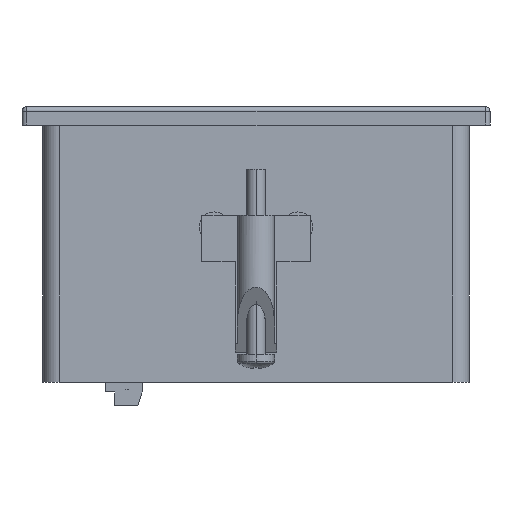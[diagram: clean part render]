
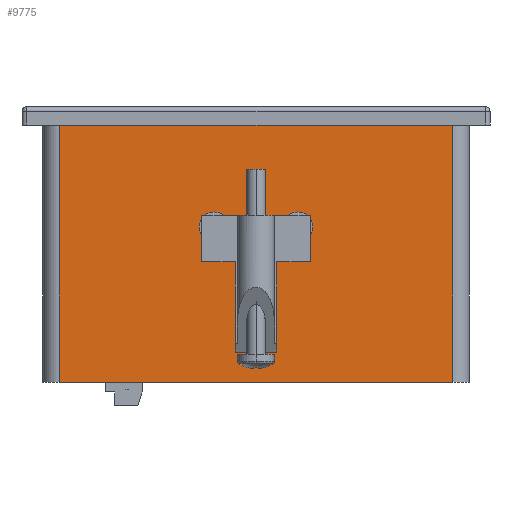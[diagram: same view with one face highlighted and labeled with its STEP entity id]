
A CAD part, left-side view. The second image highlights one B-rep face of the part: STEP entity #9775.
In plain terms, the highlighted planar face has unit normal (-1, 0, 0).
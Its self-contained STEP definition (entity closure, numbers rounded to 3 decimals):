
#1551 = CARTESIAN_POINT ( 'NONE',  ( -46., 9., -23. ) ) ;
#2501 = EDGE_CURVE ( 'NONE', #5386, #50277, #3247, .T. ) ;
#2691 = CARTESIAN_POINT ( 'NONE',  ( -46., -12.25, -23. ) ) ;
#2729 = CARTESIAN_POINT ( 'NONE',  ( -46., 42.5, 0. ) ) ;
#3247 = LINE ( 'NONE', #45596, #28222 ) ;
#3315 = EDGE_LOOP ( 'NONE', ( #43623, #62050 ) ) ;
#4191 = ORIENTED_EDGE ( 'NONE', *, *, #54972, .T. ) ;
#5386 = VERTEX_POINT ( 'NONE', #47908 ) ;
#5637 = CARTESIAN_POINT ( 'NONE',  ( -46., 42.5, -56.5 ) ) ;
#5728 = ORIENTED_EDGE ( 'NONE', *, *, #2501, .T. ) ;
#5906 = DIRECTION ( 'NONE',  ( -1., 0., 0. ) ) ;
#6545 = DIRECTION ( 'NONE',  ( 0., -1., 0. ) ) ;
#6803 = FACE_BOUND ( 'NONE', #3315, .T. ) ;
#7833 = AXIS2_PLACEMENT_3D ( 'NONE', #35802, #5906, #40823 ) ;
#9752 = EDGE_CURVE ( 'NONE', #19247, #25207, #46644, .T. ) ;
#9756 = CARTESIAN_POINT ( 'NONE',  ( -46., 12.25, -23. ) ) ;
#9775 = ADVANCED_FACE ( 'NONE', ( #18532, #6803, #56846 ), #16596, .F. ) ;
#11296 = LINE ( 'NONE', #17714, #37843 ) ;
#12589 = CARTESIAN_POINT ( 'NONE',  ( -46., -9., -23. ) ) ;
#14098 = VERTEX_POINT ( 'NONE', #2729 ) ;
#14954 = EDGE_CURVE ( 'NONE', #5386, #47102, #25802, .T. ) ;
#15256 = AXIS2_PLACEMENT_3D ( 'NONE', #57345, #27380, #62345 ) ;
#16596 = PLANE ( 'NONE',  #35858 ) ;
#17605 = DIRECTION ( 'NONE',  ( 0., -1., 0. ) ) ;
#17714 = CARTESIAN_POINT ( 'NONE',  ( -46., 46., 0. ) ) ;
#18532 = FACE_BOUND ( 'NONE', #53740, .T. ) ;
#19247 = VERTEX_POINT ( 'NONE', #9756 ) ;
#19630 = DIRECTION ( 'NONE',  ( 0., 0., -1. ) ) ;
#22478 = AXIS2_PLACEMENT_3D ( 'NONE', #1551, #36435, #6545 ) ;
#24032 = ORIENTED_EDGE ( 'NONE', *, *, #45639, .T. ) ;
#25207 = VERTEX_POINT ( 'NONE', #46446 ) ;
#25217 = CIRCLE ( 'NONE', #35042, 3.25 ) ;
#25802 = LINE ( 'NONE', #64707, #64122 ) ;
#27356 = EDGE_CURVE ( 'NONE', #53275, #45201, #29584, .T. ) ;
#27380 = DIRECTION ( 'NONE',  ( -1., 0., 0. ) ) ;
#27672 = ORIENTED_EDGE ( 'NONE', *, *, #9752, .F. ) ;
#28222 = VECTOR ( 'NONE', #45800, 1000. ) ;
#29112 = CARTESIAN_POINT ( 'NONE',  ( -46., -42.5, 0. ) ) ;
#29584 = CIRCLE ( 'NONE', #7833, 3.25 ) ;
#31262 = DIRECTION ( 'NONE',  ( 0., 1., 0. ) ) ;
#32745 = EDGE_CURVE ( 'NONE', #45201, #53275, #25217, .T. ) ;
#34485 = CIRCLE ( 'NONE', #15256, 3.25 ) ;
#35042 = AXIS2_PLACEMENT_3D ( 'NONE', #12589, #47539, #17605 ) ;
#35802 = CARTESIAN_POINT ( 'NONE',  ( -46., -9., -23. ) ) ;
#35858 = AXIS2_PLACEMENT_3D ( 'NONE', #61362, #61205, #31262 ) ;
#36245 = LINE ( 'NONE', #39472, #61280 ) ;
#36421 = EDGE_CURVE ( 'NONE', #25207, #19247, #34485, .T. ) ;
#36435 = DIRECTION ( 'NONE',  ( -1., 0., 0. ) ) ;
#37808 = CARTESIAN_POINT ( 'NONE',  ( -46., -5.75, -23. ) ) ;
#37843 = VECTOR ( 'NONE', #42610, 1000. ) ;
#39472 = CARTESIAN_POINT ( 'NONE',  ( -46., 42.5, -56.5 ) ) ;
#40823 = DIRECTION ( 'NONE',  ( 0., -1., 0. ) ) ;
#42610 = DIRECTION ( 'NONE',  ( 0., 1., 0. ) ) ;
#43623 = ORIENTED_EDGE ( 'NONE', *, *, #27356, .F. ) ;
#44752 = ORIENTED_EDGE ( 'NONE', *, *, #36421, .F. ) ;
#45201 = VERTEX_POINT ( 'NONE', #37808 ) ;
#45596 = CARTESIAN_POINT ( 'NONE',  ( -46., -42.5, -56.5 ) ) ;
#45639 = EDGE_CURVE ( 'NONE', #50277, #14098, #11296, .T. ) ;
#45800 = DIRECTION ( 'NONE',  ( 0., 0., 1. ) ) ;
#46446 = CARTESIAN_POINT ( 'NONE',  ( -46., 5.75, -23. ) ) ;
#46644 = CIRCLE ( 'NONE', #22478, 3.25 ) ;
#47102 = VERTEX_POINT ( 'NONE', #5637 ) ;
#47539 = DIRECTION ( 'NONE',  ( -1., 0., 0. ) ) ;
#47908 = CARTESIAN_POINT ( 'NONE',  ( -46., -42.5, -56.5 ) ) ;
#49869 = DIRECTION ( 'NONE',  ( 0., 1., 0. ) ) ;
#50237 = EDGE_LOOP ( 'NONE', ( #63263, #5728, #24032, #4191 ) ) ;
#50277 = VERTEX_POINT ( 'NONE', #29112 ) ;
#53275 = VERTEX_POINT ( 'NONE', #2691 ) ;
#53740 = EDGE_LOOP ( 'NONE', ( #44752, #27672 ) ) ;
#54972 = EDGE_CURVE ( 'NONE', #14098, #47102, #36245, .T. ) ;
#56846 = FACE_OUTER_BOUND ( 'NONE', #50237, .T. ) ;
#57345 = CARTESIAN_POINT ( 'NONE',  ( -46., 9., -23. ) ) ;
#61205 = DIRECTION ( 'NONE',  ( 1., 0., 0. ) ) ;
#61280 = VECTOR ( 'NONE', #19630, 1000. ) ;
#61362 = CARTESIAN_POINT ( 'NONE',  ( -46., 46., -56.5 ) ) ;
#62050 = ORIENTED_EDGE ( 'NONE', *, *, #32745, .F. ) ;
#62345 = DIRECTION ( 'NONE',  ( 0., -1., 0. ) ) ;
#63263 = ORIENTED_EDGE ( 'NONE', *, *, #14954, .F. ) ;
#64122 = VECTOR ( 'NONE', #49869, 1000. ) ;
#64707 = CARTESIAN_POINT ( 'NONE',  ( -46., 46., -56.5 ) ) ;
